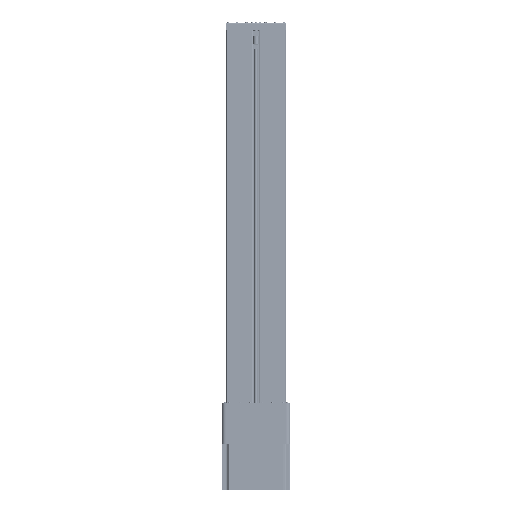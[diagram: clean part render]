
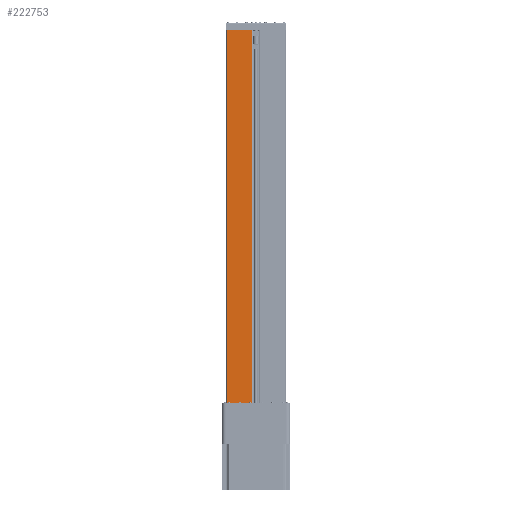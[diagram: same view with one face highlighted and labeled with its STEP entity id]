
A CAD part, top view. The second image highlights one B-rep face of the part: STEP entity #222753.
In plain terms, the highlighted planar face has unit normal (0, 0, 1).
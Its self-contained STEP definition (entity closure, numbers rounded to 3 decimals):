
#220083 = VERTEX_POINT('',#220084);
#220084 = CARTESIAN_POINT('',(-76.,32.,28.5));
#220109 = VERTEX_POINT('',#220110);
#220110 = CARTESIAN_POINT('',(-10.,32.,28.5));
#220194 = EDGE_CURVE('',#220083,#220109,#220195,.T.);
#220195 = LINE('',#220196,#220197);
#220196 = CARTESIAN_POINT('',(-26.565,32.,
    28.5));
#220197 = VECTOR('',#220198,1.);
#220198 = DIRECTION('',(1.,0.,0.));
#222753 = ADVANCED_FACE('',(#222754),#222779,.F.);
#222754 = FACE_BOUND('',#222755,.T.);
#222755 = EDGE_LOOP('',(#222756,#222757,#222765,#222773));
#222756 = ORIENTED_EDGE('',*,*,#220194,.T.);
#222757 = ORIENTED_EDGE('',*,*,#222758,.T.);
#222758 = EDGE_CURVE('',#220109,#222759,#222761,.T.);
#222759 = VERTEX_POINT('',#222760);
#222760 = CARTESIAN_POINT('',(-10.,1029.,28.5));
#222761 = LINE('',#222762,#222763);
#222762 = CARTESIAN_POINT('',(-10.,280.25,28.5));
#222763 = VECTOR('',#222764,1.);
#222764 = DIRECTION('',(0.,1.,0.));
#222765 = ORIENTED_EDGE('',*,*,#222766,.T.);
#222766 = EDGE_CURVE('',#222759,#222767,#222769,.T.);
#222767 = VERTEX_POINT('',#222768);
#222768 = CARTESIAN_POINT('',(-76.,1029.,28.5));
#222769 = LINE('',#222770,#222771);
#222770 = CARTESIAN_POINT('',(-25.565,1029.,28.5)
  );
#222771 = VECTOR('',#222772,1.);
#222772 = DIRECTION('',(-1.,0.,0.));
#222773 = ORIENTED_EDGE('',*,*,#222774,.T.);
#222774 = EDGE_CURVE('',#222767,#220083,#222775,.T.);
#222775 = LINE('',#222776,#222777);
#222776 = CARTESIAN_POINT('',(-76.,530.5,28.5));
#222777 = VECTOR('',#222778,1.);
#222778 = DIRECTION('',(0.,-1.,0.));
#222779 = PLANE('',#222780);
#222780 = AXIS2_PLACEMENT_3D('',#222781,#222782,#222783);
#222781 = CARTESIAN_POINT('',(-43.131,530.5,28.5));
#222782 = DIRECTION('',(0.,0.,-1.));
#222783 = DIRECTION('',(-1.,0.,0.));
